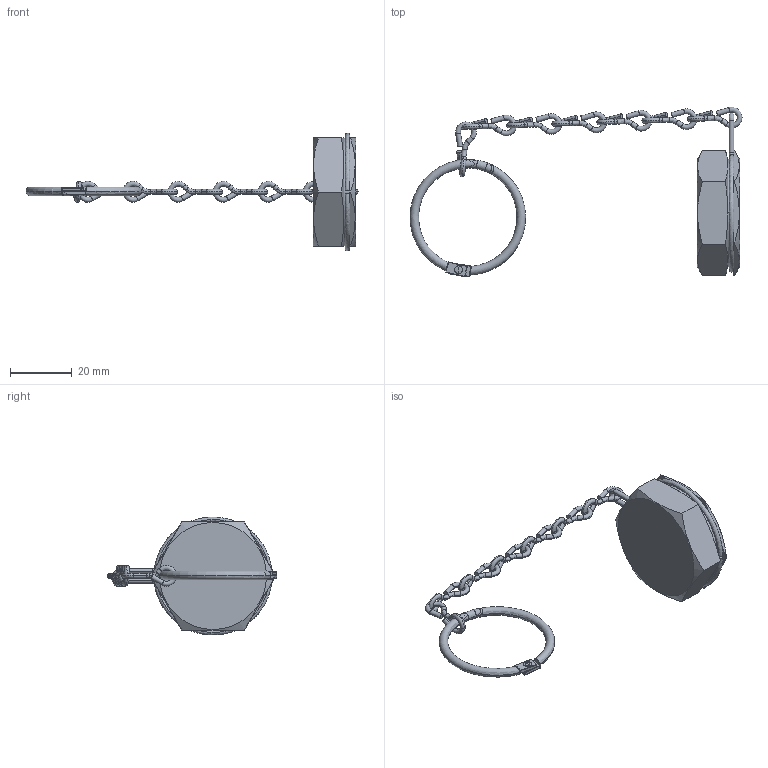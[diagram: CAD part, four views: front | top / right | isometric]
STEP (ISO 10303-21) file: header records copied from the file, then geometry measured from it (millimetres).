
FILE_DESCRIPTION (( 'STEP AP203' ), '1' );
FILE_NAME ('CAP-705BR-PR.STEP', '2025-08-22T19:20:39', ( '' ), ( '' ), 'SwSTEP 2.0', 'SolidWorks 2018', '' );
FILE_SCHEMA (( 'CONFIG_CONTROL_DESIGN' ));
Length unit declared in the file: inch
Products named in the file (9): PRT-002239_BRASS; PRT-002245_RING-1.187D HALF; PRT-000070; PRT-004017; ASY-000418_One Link Bent; PRT-002255_SMALL PIN; CAP-705BR-PR; PRT-003147; ASY-000291
Assembly tree (15 placements, depth 3):
  CAP-705BR-PR
    PRT-003147
    PRT-000070
    ASY-000418_One Link Bent
      PRT-002239_BRASS  x7
    ASY-000291
      PRT-002245_RING-1.187D HALF  x2
      PRT-002255_SMALL PIN
    PRT-004017
Bounding box: 107.19 x 54.74 x 38.09 mm (x, y, z)
Volume: 10338.3 mm3; surface area: 9642.6 mm2
Topology: 13 solids, 13 shells, 308 faces, 783 edges, 492 vertices
Faces by surface type: cylinder 113, torus 60, plane 56, bspline 53, sphere 16, cone 10
Entity records: 8711 total; most frequent: CARTESIAN_POINT 4180, ORIENTED_EDGE 788, DIRECTION 622, EDGE_CURVE 394, VERTEX_POINT 271, AXIS2_PLACEMENT_3D 264, B_SPLINE_CURVE_WITH_KNOTS 166, EDGE_LOOP 147
